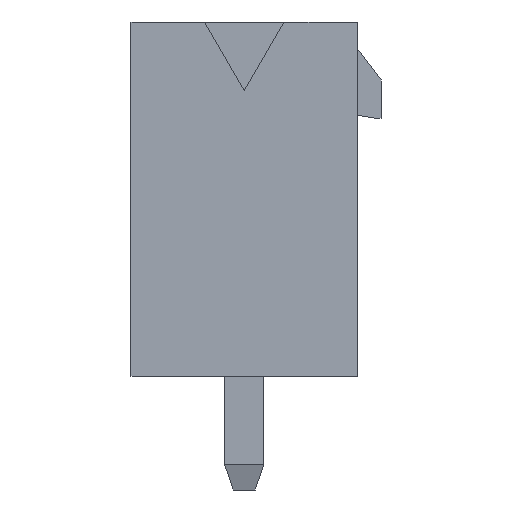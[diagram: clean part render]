
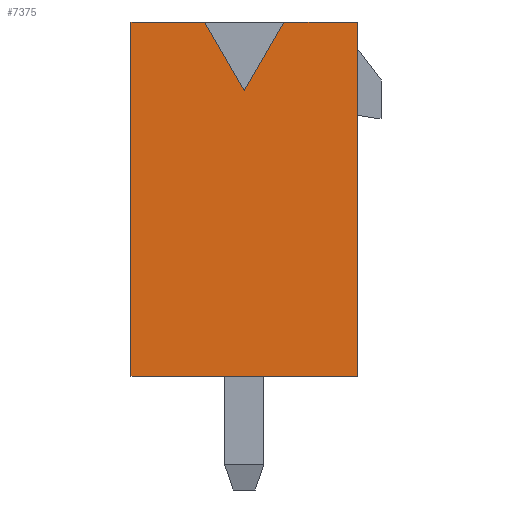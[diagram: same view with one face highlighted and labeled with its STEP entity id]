
A CAD part, left-side view. The second image highlights one B-rep face of the part: STEP entity #7375.
In plain terms, the highlighted planar face has unit normal (-1, 0, 0).
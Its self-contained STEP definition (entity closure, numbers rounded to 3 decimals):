
#269=CARTESIAN_POINT('',(-22.895,3.29,0.));
#270=VERTEX_POINT('',#269);
#277=CARTESIAN_POINT('',(-22.895,1.15,0.));
#278=VERTEX_POINT('',#277);
#279=CARTESIAN_POINT('',(-22.895,3.29,0.));
#280=DIRECTION('',(0.,-1.,0.));
#281=VECTOR('',#280,2.14);
#282=LINE('',#279,#281);
#283=EDGE_CURVE('',#270,#278,#282,.T.);
#301=CARTESIAN_POINT('',(-22.895,-1.15,0.));
#302=VERTEX_POINT('',#301);
#309=CARTESIAN_POINT('',(-22.895,-3.29,0.));
#310=VERTEX_POINT('',#309);
#311=CARTESIAN_POINT('',(-22.895,-1.15,0.));
#312=DIRECTION('',(0.,-1.,0.));
#313=VECTOR('',#312,2.14);
#314=LINE('',#311,#313);
#315=EDGE_CURVE('',#302,#310,#314,.T.);
#7309=CARTESIAN_POINT('',(-22.895,3.29,-10.29));
#7310=VERTEX_POINT('',#7309);
#7311=CARTESIAN_POINT('',(-22.895,3.29,-10.29));
#7312=DIRECTION('',(0.,0.,1.));
#7313=VECTOR('',#7312,10.29);
#7314=LINE('',#7311,#7313);
#7315=EDGE_CURVE('',#7310,#270,#7314,.T.);
#7337=CARTESIAN_POINT('',(-22.895,0.,-5.145));
#7338=DIRECTION('',(0.,-1.,0.));
#7339=DIRECTION('',(-1.,0.,0.));
#7340=AXIS2_PLACEMENT_3D('',#7337,#7339,#7338);
#7341=PLANE('',#7340);
#7342=CARTESIAN_POINT('',(-22.895,-3.29,-10.29));
#7343=VERTEX_POINT('',#7342);
#7344=CARTESIAN_POINT('',(-22.895,-3.29,-10.29));
#7345=DIRECTION('',(0.,0.,1.));
#7346=VECTOR('',#7345,10.29);
#7347=LINE('',#7344,#7346);
#7348=EDGE_CURVE('',#7343,#310,#7347,.T.);
#7349=ORIENTED_EDGE('',*,*,#7348,.T.);
#7350=ORIENTED_EDGE('',*,*,#315,.F.);
#7351=CARTESIAN_POINT('',(-22.895,0.,-2.));
#7352=VERTEX_POINT('',#7351);
#7353=CARTESIAN_POINT('',(-22.895,-1.15,0.));
#7354=DIRECTION('',(0.,0.498,-0.867));
#7355=VECTOR('',#7354,2.307);
#7356=LINE('',#7353,#7355);
#7357=EDGE_CURVE('',#302,#7352,#7356,.T.);
#7358=ORIENTED_EDGE('',*,*,#7357,.T.);
#7359=CARTESIAN_POINT('',(-22.895,0.,-2.));
#7360=DIRECTION('',(0.,0.498,0.867));
#7361=VECTOR('',#7360,2.307);
#7362=LINE('',#7359,#7361);
#7363=EDGE_CURVE('',#7352,#278,#7362,.T.);
#7364=ORIENTED_EDGE('',*,*,#7363,.T.);
#7365=ORIENTED_EDGE('',*,*,#283,.F.);
#7366=ORIENTED_EDGE('',*,*,#7315,.F.);
#7367=CARTESIAN_POINT('',(-22.895,3.29,-10.29));
#7368=DIRECTION('',(0.,-1.,0.));
#7369=VECTOR('',#7368,6.58);
#7370=LINE('',#7367,#7369);
#7371=EDGE_CURVE('',#7310,#7343,#7370,.T.);
#7372=ORIENTED_EDGE('',*,*,#7371,.T.);
#7373=EDGE_LOOP('',(#7349,#7350,#7358,#7364,#7365,#7366,#7372));
#7374=FACE_OUTER_BOUND('',#7373,.T.);
#7375=ADVANCED_FACE('',(#7374),#7341,.T.);
